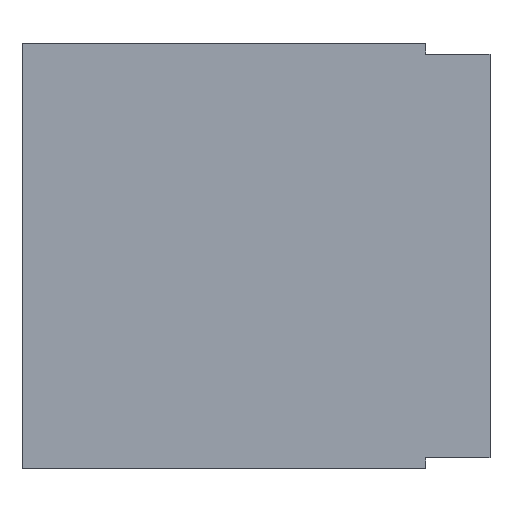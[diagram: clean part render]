
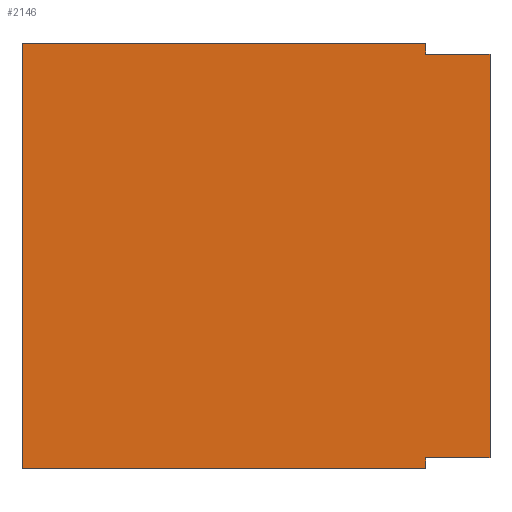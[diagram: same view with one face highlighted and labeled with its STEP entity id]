
A CAD part, front view. The second image highlights one B-rep face of the part: STEP entity #2146.
In plain terms, the highlighted planar face has unit normal (0, -1, 0).
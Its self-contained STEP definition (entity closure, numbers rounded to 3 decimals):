
#37 = DIRECTION ( 'NONE',  ( 0., 0., 1. ) ) ;
#166 = VECTOR ( 'NONE', #1274, 1000. ) ;
#280 = CARTESIAN_POINT ( 'NONE',  ( -235.002, 0., 235. ) ) ;
#376 = EDGE_LOOP ( 'NONE', ( #1766, #4855, #622, #3692, #713, #510, #2831, #4257 ) ) ;
#507 = LINE ( 'NONE', #2078, #662 ) ;
#510 = ORIENTED_EDGE ( 'NONE', *, *, #2800, .F. ) ;
#520 = VECTOR ( 'NONE', #3788, 1000. ) ;
#523 = VECTOR ( 'NONE', #2487, 1000. ) ;
#620 = CARTESIAN_POINT ( 'NONE',  ( 235., 0., -235. ) ) ;
#622 = ORIENTED_EDGE ( 'NONE', *, *, #4055, .T. ) ;
#626 = DIRECTION ( 'NONE',  ( 1., 0., 0. ) ) ;
#662 = VECTOR ( 'NONE', #3634, 1000. ) ;
#682 = AXIS2_PLACEMENT_3D ( 'NONE', #2760, #1551, #37 ) ;
#687 = VECTOR ( 'NONE', #626, 1000. ) ;
#713 = ORIENTED_EDGE ( 'NONE', *, *, #3232, .F. ) ;
#847 = LINE ( 'NONE', #4462, #523 ) ;
#1022 = VERTEX_POINT ( 'NONE', #620 ) ;
#1029 = DIRECTION ( 'NONE',  ( 0., 0., -1. ) ) ;
#1225 = FACE_OUTER_BOUND ( 'NONE', #376, .T. ) ;
#1274 = DIRECTION ( 'NONE',  ( 0., 0., -1. ) ) ;
#1366 = LINE ( 'NONE', #3326, #166 ) ;
#1390 = LINE ( 'NONE', #3350, #2007 ) ;
#1551 = DIRECTION ( 'NONE',  ( 0., 1., 0. ) ) ;
#1594 = VERTEX_POINT ( 'NONE', #4015 ) ;
#1766 = ORIENTED_EDGE ( 'NONE', *, *, #4307, .T. ) ;
#1857 = CARTESIAN_POINT ( 'NONE',  ( 235., 0., -247.5 ) ) ;
#1981 = EDGE_CURVE ( 'NONE', #3086, #4748, #1366, .T. ) ;
#2007 = VECTOR ( 'NONE', #1029, 1000. ) ;
#2078 = CARTESIAN_POINT ( 'NONE',  ( 310., 0., 235. ) ) ;
#2140 = LINE ( 'NONE', #4084, #2497 ) ;
#2146 = ADVANCED_FACE ( 'NONE', ( #1225 ), #3518, .F. ) ;
#2273 = LINE ( 'NONE', #4144, #687 ) ;
#2487 = DIRECTION ( 'NONE',  ( 1., 0., 0. ) ) ;
#2497 = VECTOR ( 'NONE', #4925, 1000. ) ;
#2667 = EDGE_CURVE ( 'NONE', #1022, #4063, #1390, .T. ) ;
#2696 = CARTESIAN_POINT ( 'NONE',  ( 235., 0., 247.5 ) ) ;
#2703 = CARTESIAN_POINT ( 'NONE',  ( 235., 0., 235. ) ) ;
#2760 = CARTESIAN_POINT ( 'NONE',  ( 235., 0., 247.5 ) ) ;
#2800 = EDGE_CURVE ( 'NONE', #2854, #4782, #4287, .T. ) ;
#2831 = ORIENTED_EDGE ( 'NONE', *, *, #4439, .F. ) ;
#2854 = VERTEX_POINT ( 'NONE', #2696 ) ;
#3086 = VERTEX_POINT ( 'NONE', #4066 ) ;
#3232 = EDGE_CURVE ( 'NONE', #4782, #1594, #4240, .T. ) ;
#3326 = CARTESIAN_POINT ( 'NONE',  ( -235., 0., 247.5 ) ) ;
#3350 = CARTESIAN_POINT ( 'NONE',  ( 235., 0., 247.5 ) ) ;
#3518 = PLANE ( 'NONE',  #682 ) ;
#3634 = DIRECTION ( 'NONE',  ( 0., 0., 1. ) ) ;
#3692 = ORIENTED_EDGE ( 'NONE', *, *, #5086, .T. ) ;
#3788 = DIRECTION ( 'NONE',  ( 0., 0., -1. ) ) ;
#4015 = CARTESIAN_POINT ( 'NONE',  ( 310., 0., 235. ) ) ;
#4055 = EDGE_CURVE ( 'NONE', #1022, #4395, #2273, .T. ) ;
#4063 = VERTEX_POINT ( 'NONE', #1857 ) ;
#4066 = CARTESIAN_POINT ( 'NONE',  ( -235., 0., 247.5 ) ) ;
#4084 = CARTESIAN_POINT ( 'NONE',  ( 235., 0., 247.5 ) ) ;
#4144 = CARTESIAN_POINT ( 'NONE',  ( -235.002, 0., -235. ) ) ;
#4234 = CARTESIAN_POINT ( 'NONE',  ( 235., 0., 247.5 ) ) ;
#4240 = LINE ( 'NONE', #280, #4289 ) ;
#4257 = ORIENTED_EDGE ( 'NONE', *, *, #1981, .T. ) ;
#4287 = LINE ( 'NONE', #4234, #520 ) ;
#4289 = VECTOR ( 'NONE', #4569, 1000. ) ;
#4307 = EDGE_CURVE ( 'NONE', #4748, #4063, #847, .T. ) ;
#4395 = VERTEX_POINT ( 'NONE', #5068 ) ;
#4439 = EDGE_CURVE ( 'NONE', #3086, #2854, #2140, .T. ) ;
#4462 = CARTESIAN_POINT ( 'NONE',  ( 235., 0., -247.5 ) ) ;
#4569 = DIRECTION ( 'NONE',  ( 1., 0., 0. ) ) ;
#4681 = CARTESIAN_POINT ( 'NONE',  ( -235., 0., -247.5 ) ) ;
#4748 = VERTEX_POINT ( 'NONE', #4681 ) ;
#4782 = VERTEX_POINT ( 'NONE', #2703 ) ;
#4855 = ORIENTED_EDGE ( 'NONE', *, *, #2667, .F. ) ;
#4925 = DIRECTION ( 'NONE',  ( 1., 0., 0. ) ) ;
#5068 = CARTESIAN_POINT ( 'NONE',  ( 310., 0., -235. ) ) ;
#5086 = EDGE_CURVE ( 'NONE', #4395, #1594, #507, .T. ) ;
